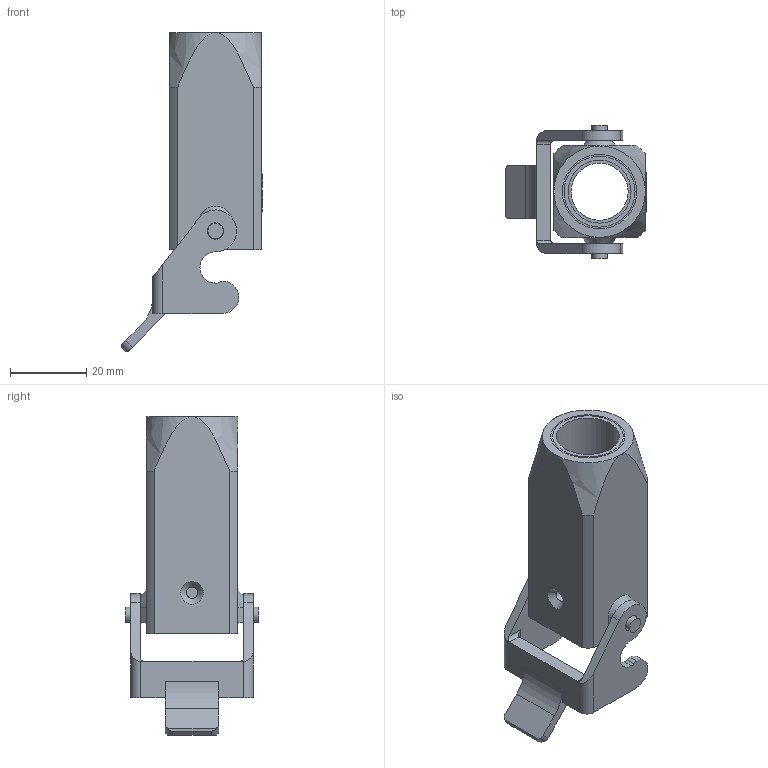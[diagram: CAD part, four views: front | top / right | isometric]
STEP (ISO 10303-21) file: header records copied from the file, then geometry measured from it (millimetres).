
FILE_DESCRIPTION((''),'2;1');
FILE_NAME('05200030728.stp','2020-07-08T08:05:45',('e.eickhoff'),(''),'Autodesk Inventor 2012','Autodesk Inventor 2012','');
FILE_SCHEMA(('AUTOMOTIVE_DESIGN { 1 0 10303 214 1 1 1 1 }'));
Length unit declared in the file: millimetre
Products named in the file (3): 05200030728; M16-PG11 Adapter
Assembly tree (2 placements, depth 2):
  05200030728
    05200030728
    M16-PG11 Adapter
Bounding box: 36.97 x 35 x 83.6 mm (x, y, z)
Volume: 13723.5 mm3; surface area: 15596.7 mm2
Topology: 2 solids, 2 shells, 214 faces, 564 edges, 371 vertices
Faces by surface type: plane 137, cylinder 56, cone 12, bspline 9
Full cylindrical faces by diameter (mm): 0.7 x1, 0.981 x1, 3 x1, 4 x2, 4.4 x2, 15 x1, 16.5 x1, 18.6 x1, 19.5 x1
Entity records: 7165 total; most frequent: CARTESIAN_POINT 1649, ORIENTED_EDGE 1088, DIRECTION 1035, EDGE_CURVE 544, VECTOR 381, LINE 381, VERTEX_POINT 363, AXIS2_PLACEMENT_3D 327
